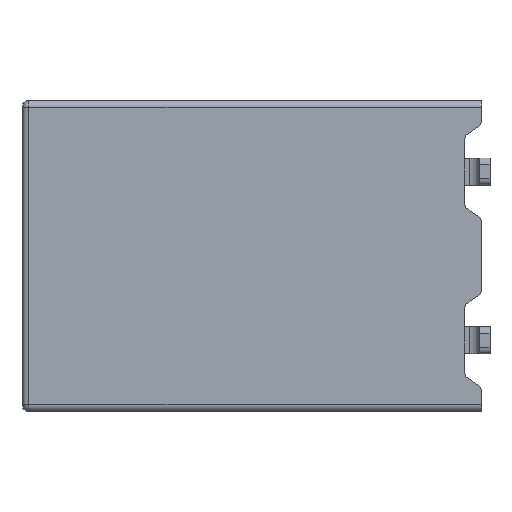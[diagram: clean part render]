
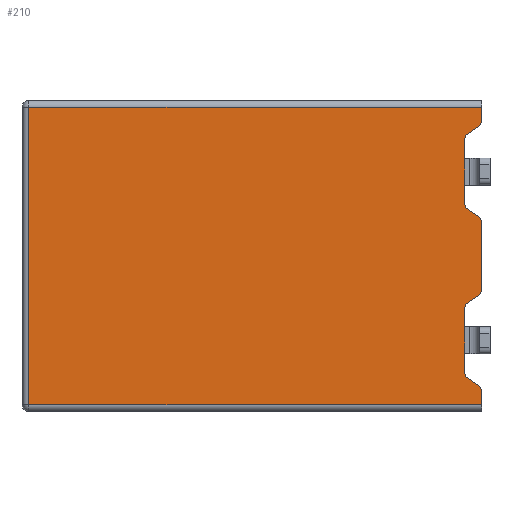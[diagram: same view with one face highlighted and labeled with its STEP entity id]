
A CAD part, left-side view. The second image highlights one B-rep face of the part: STEP entity #210.
In plain terms, the highlighted planar face has unit normal (-1, 0, 0).
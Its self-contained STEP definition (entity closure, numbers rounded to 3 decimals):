
#210 = ADVANCED_FACE( '', ( #566 ), #567, .F. );
#566 = FACE_OUTER_BOUND( '', #997, .T. );
#567 = PLANE( '', #998 );
#997 = EDGE_LOOP( '', ( #2289, #2290, #2291, #2292, #2293, #2294, #2295, #2296, #2297, #2298, #2299, #2300, #2301, #2302, #2303, #2304, #2305, #2306, #2307, #2308 ) );
#998 = AXIS2_PLACEMENT_3D( '', #2309, #2310, #2311 );
#2289 = ORIENTED_EDGE( '', *, *, #3332, .F. );
#2290 = ORIENTED_EDGE( '', *, *, #3333, .T. );
#2291 = ORIENTED_EDGE( '', *, *, #3334, .T. );
#2292 = ORIENTED_EDGE( '', *, *, #3335, .T. );
#2293 = ORIENTED_EDGE( '', *, *, #3336, .F. );
#2294 = ORIENTED_EDGE( '', *, *, #3267, .F. );
#2295 = ORIENTED_EDGE( '', *, *, #3269, .T. );
#2296 = ORIENTED_EDGE( '', *, *, #3271, .T. );
#2297 = ORIENTED_EDGE( '', *, *, #3275, .T. );
#2298 = ORIENTED_EDGE( '', *, *, #3277, .T. );
#2299 = ORIENTED_EDGE( '', *, *, #3279, .T. );
#2300 = ORIENTED_EDGE( '', *, *, #3281, .F. );
#2301 = ORIENTED_EDGE( '', *, *, #3337, .F. );
#2302 = ORIENTED_EDGE( '', *, *, #3244, .F. );
#2303 = ORIENTED_EDGE( '', *, *, #3246, .T. );
#2304 = ORIENTED_EDGE( '', *, *, #3248, .T. );
#2305 = ORIENTED_EDGE( '', *, *, #3258, .T. );
#2306 = ORIENTED_EDGE( '', *, *, #3260, .T. );
#2307 = ORIENTED_EDGE( '', *, *, #3262, .T. );
#2308 = ORIENTED_EDGE( '', *, *, #3264, .F. );
#2309 = CARTESIAN_POINT( '', ( -6.5, 13.4, 9.2 ) );
#2310 = DIRECTION( '', ( 1., 0., 0. ) );
#2311 = DIRECTION( '', ( 0., 0., -1. ) );
#3244 = EDGE_CURVE( '', #4055, #4053, #4057, .T. );
#3246 = EDGE_CURVE( '', #4055, #4058, #4060, .T. );
#3248 = EDGE_CURVE( '', #4058, #4061, #4063, .T. );
#3258 = EDGE_CURVE( '', #4061, #4080, #4082, .T. );
#3260 = EDGE_CURVE( '', #4080, #4083, #4085, .T. );
#3262 = EDGE_CURVE( '', #4083, #4086, #4088, .T. );
#3264 = EDGE_CURVE( '', #4089, #4086, #4091, .T. );
#3267 = EDGE_CURVE( '', #4094, #4092, #4096, .T. );
#3269 = EDGE_CURVE( '', #4094, #4097, #4099, .T. );
#3271 = EDGE_CURVE( '', #4097, #4100, #4102, .T. );
#3275 = EDGE_CURVE( '', #4100, #4105, #4107, .T. );
#3277 = EDGE_CURVE( '', #4105, #4108, #4110, .T. );
#3279 = EDGE_CURVE( '', #4108, #4111, #4113, .T. );
#3281 = EDGE_CURVE( '', #4114, #4111, #4116, .T. );
#3332 = EDGE_CURVE( '', #4208, #4089, #4210, .T. );
#3333 = EDGE_CURVE( '', #4208, #4211, #4212, .F. );
#3334 = EDGE_CURVE( '', #4211, #4213, #4214, .T. );
#3335 = EDGE_CURVE( '', #4213, #4215, #4216, .T. );
#3336 = EDGE_CURVE( '', #4092, #4215, #4217, .T. );
#3337 = EDGE_CURVE( '', #4053, #4114, #4218, .T. );
#4053 = VERTEX_POINT( '', #5239 );
#4055 = VERTEX_POINT( '', #5242 );
#4057 = CIRCLE( '', #5245, 0.2 );
#4058 = VERTEX_POINT( '', #5246 );
#4060 = LINE( '', #5249, #5250 );
#4061 = VERTEX_POINT( '', #5251 );
#4063 = CIRCLE( '', #5254, 0.2 );
#4080 = VERTEX_POINT( '', #5279 );
#4082 = LINE( '', #5282, #5283 );
#4083 = VERTEX_POINT( '', #5284 );
#4085 = CIRCLE( '', #5287, 0.2 );
#4086 = VERTEX_POINT( '', #5288 );
#4088 = LINE( '', #5291, #5292 );
#4089 = VERTEX_POINT( '', #5293 );
#4091 = CIRCLE( '', #5296, 0.2 );
#4092 = VERTEX_POINT( '', #5297 );
#4094 = VERTEX_POINT( '', #5300 );
#4096 = CIRCLE( '', #5303, 0.2 );
#4097 = VERTEX_POINT( '', #5304 );
#4099 = LINE( '', #5307, #5308 );
#4100 = VERTEX_POINT( '', #5309 );
#4102 = CIRCLE( '', #5312, 0.2 );
#4105 = VERTEX_POINT( '', #5317 );
#4107 = LINE( '', #5320, #5321 );
#4108 = VERTEX_POINT( '', #5322 );
#4110 = CIRCLE( '', #5325, 0.2 );
#4111 = VERTEX_POINT( '', #5326 );
#4113 = LINE( '', #5329, #5330 );
#4114 = VERTEX_POINT( '', #5331 );
#4116 = CIRCLE( '', #5334, 0.2 );
#4208 = VERTEX_POINT( '', #5466 );
#4210 = LINE( '', #5468, #5469 );
#4211 = VERTEX_POINT( '', #5470 );
#4212 = LINE( '', #5471, #5472 );
#4213 = VERTEX_POINT( '', #5473 );
#4214 = LINE( '', #5474, #5475 );
#4215 = VERTEX_POINT( '', #5476 );
#4216 = LINE( '', #5477, #5478 );
#4217 = LINE( '', #5479, #5480 );
#4218 = LINE( '', #5481, #5482 );
#5239 = CARTESIAN_POINT( '', ( -6.5, 0., 5.6 ) );
#5242 = CARTESIAN_POINT( '', ( -6.5, 0.085, 5.764 ) );
#5245 = AXIS2_PLACEMENT_3D( '', #6188, #6189, #6190 );
#5246 = CARTESIAN_POINT( '', ( -6.5, 0.415, 5.995 ) );
#5249 = CARTESIAN_POINT( '', ( -6.5, 0.085, 5.764 ) );
#5250 = VECTOR( '', #6192, 1000. );
#5251 = CARTESIAN_POINT( '', ( -6.5, 0.5, 6.158 ) );
#5254 = AXIS2_PLACEMENT_3D( '', #6194, #6195, #6196 );
#5279 = CARTESIAN_POINT( '', ( -6.5, 0.5, 8.042 ) );
#5282 = CARTESIAN_POINT( '', ( -6.5, 0.5, 6.158 ) );
#5283 = VECTOR( '', #6206, 1000. );
#5284 = CARTESIAN_POINT( '', ( -6.5, 0.415, 8.205 ) );
#5287 = AXIS2_PLACEMENT_3D( '', #6208, #6209, #6210 );
#5288 = CARTESIAN_POINT( '', ( -6.5, 0.085, 8.436 ) );
#5291 = CARTESIAN_POINT( '', ( -6.5, 0.415, 8.205 ) );
#5292 = VECTOR( '', #6212, 1000. );
#5293 = CARTESIAN_POINT( '', ( -6.5, 0., 8.6 ) );
#5296 = AXIS2_PLACEMENT_3D( '', #6214, #6215, #6216 );
#5297 = CARTESIAN_POINT( '', ( -6.5, 0., 0.6 ) );
#5300 = CARTESIAN_POINT( '', ( -6.5, 0.085, 0.764 ) );
#5303 = AXIS2_PLACEMENT_3D( '', #6219, #6220, #6221 );
#5304 = CARTESIAN_POINT( '', ( -6.5, 0.415, 0.995 ) );
#5307 = CARTESIAN_POINT( '', ( -6.5, 0.085, 0.764 ) );
#5308 = VECTOR( '', #6223, 1000. );
#5309 = CARTESIAN_POINT( '', ( -6.5, 0.5, 1.158 ) );
#5312 = AXIS2_PLACEMENT_3D( '', #6225, #6226, #6227 );
#5317 = CARTESIAN_POINT( '', ( -6.5, 0.5, 3.042 ) );
#5320 = CARTESIAN_POINT( '', ( -6.5, 0.5, 1.158 ) );
#5321 = VECTOR( '', #6231, 1000. );
#5322 = CARTESIAN_POINT( '', ( -6.5, 0.415, 3.205 ) );
#5325 = AXIS2_PLACEMENT_3D( '', #6233, #6234, #6235 );
#5326 = CARTESIAN_POINT( '', ( -6.5, 0.085, 3.436 ) );
#5329 = CARTESIAN_POINT( '', ( -6.5, 0.415, 3.205 ) );
#5330 = VECTOR( '', #6237, 1000. );
#5331 = CARTESIAN_POINT( '', ( -6.5, 0., 3.6 ) );
#5334 = AXIS2_PLACEMENT_3D( '', #6239, #6240, #6241 );
#5466 = CARTESIAN_POINT( '', ( -6.5, 0., 9. ) );
#5468 = CARTESIAN_POINT( '', ( -6.5, 0., 9.2 ) );
#5469 = VECTOR( '', #6312, 1000. );
#5470 = CARTESIAN_POINT( '', ( -6.5, 13.4, 9. ) );
#5471 = CARTESIAN_POINT( '', ( -6.5, 13.4, 9. ) );
#5472 = VECTOR( '', #6313, 1000. );
#5473 = CARTESIAN_POINT( '', ( -6.5, 13.4, 0.2 ) );
#5474 = CARTESIAN_POINT( '', ( -6.5, 13.4, 9.2 ) );
#5475 = VECTOR( '', #6314, 1000. );
#5476 = CARTESIAN_POINT( '', ( -6.5, 0., 0.2 ) );
#5477 = CARTESIAN_POINT( '', ( -6.5, 13.4, 0.2 ) );
#5478 = VECTOR( '', #6315, 1000. );
#5479 = CARTESIAN_POINT( '', ( -6.5, 0., 9.2 ) );
#5480 = VECTOR( '', #6316, 1000. );
#5481 = CARTESIAN_POINT( '', ( -6.5, 0., 9.2 ) );
#5482 = VECTOR( '', #6317, 1000. );
#6188 = CARTESIAN_POINT( '', ( -6.5, 0.2, 5.6 ) );
#6189 = DIRECTION( '', ( 1., 0., 0. ) );
#6190 = DIRECTION( '', ( 0., 0., -1. ) );
#6192 = DIRECTION( '', ( 0., 0.819, 0.574 ) );
#6194 = CARTESIAN_POINT( '', ( -6.5, 0.3, 6.158 ) );
#6195 = DIRECTION( '', ( 1., 0., 0. ) );
#6196 = DIRECTION( '', ( 0., 0., -1. ) );
#6206 = DIRECTION( '', ( 0., 0., 1. ) );
#6208 = CARTESIAN_POINT( '', ( -6.5, 0.3, 8.042 ) );
#6209 = DIRECTION( '', ( 1., 0., 0. ) );
#6210 = DIRECTION( '', ( 0., 0., -1. ) );
#6212 = DIRECTION( '', ( 0., -0.819, 0.574 ) );
#6214 = CARTESIAN_POINT( '', ( -6.5, 0.2, 8.6 ) );
#6215 = DIRECTION( '', ( 1., 0., 0. ) );
#6216 = DIRECTION( '', ( 0., 0., -1. ) );
#6219 = CARTESIAN_POINT( '', ( -6.5, 0.2, 0.6 ) );
#6220 = DIRECTION( '', ( 1., 0., 0. ) );
#6221 = DIRECTION( '', ( 0., 0., -1. ) );
#6223 = DIRECTION( '', ( 0., 0.819, 0.574 ) );
#6225 = CARTESIAN_POINT( '', ( -6.5, 0.3, 1.158 ) );
#6226 = DIRECTION( '', ( 1., 0., 0. ) );
#6227 = DIRECTION( '', ( 0., 0., -1. ) );
#6231 = DIRECTION( '', ( 0., 0., 1. ) );
#6233 = CARTESIAN_POINT( '', ( -6.5, 0.3, 3.042 ) );
#6234 = DIRECTION( '', ( 1., 0., 0. ) );
#6235 = DIRECTION( '', ( 0., 0., -1. ) );
#6237 = DIRECTION( '', ( 0., -0.819, 0.574 ) );
#6239 = CARTESIAN_POINT( '', ( -6.5, 0.2, 3.6 ) );
#6240 = DIRECTION( '', ( 1., 0., 0. ) );
#6241 = DIRECTION( '', ( 0., 0., -1. ) );
#6312 = DIRECTION( '', ( 0., 0., -1. ) );
#6313 = DIRECTION( '', ( 0., -1., 0. ) );
#6314 = DIRECTION( '', ( 0., 0., -1. ) );
#6315 = DIRECTION( '', ( 0., -1., 0. ) );
#6316 = DIRECTION( '', ( 0., 0., -1. ) );
#6317 = DIRECTION( '', ( 0., 0., -1. ) );
